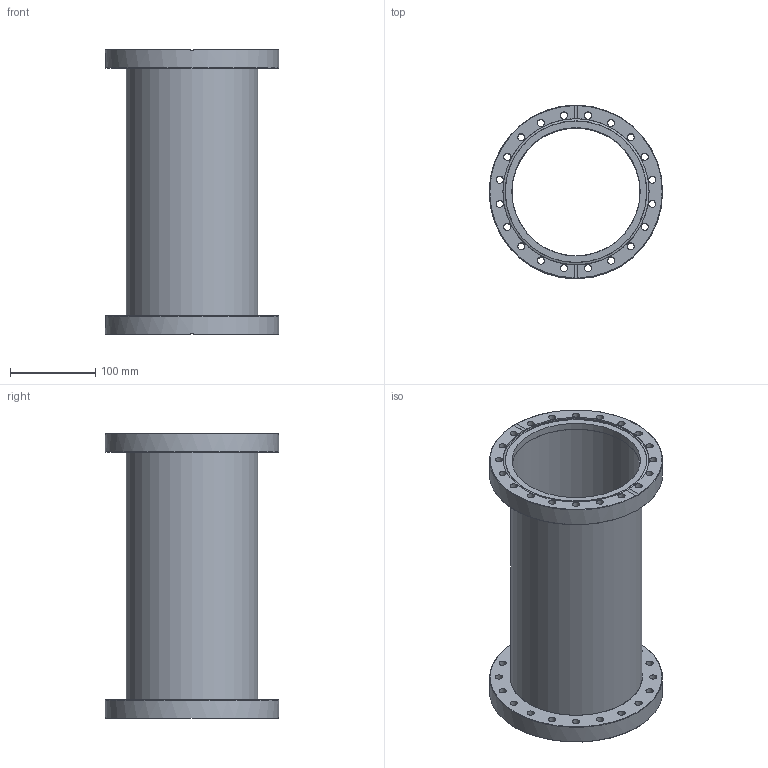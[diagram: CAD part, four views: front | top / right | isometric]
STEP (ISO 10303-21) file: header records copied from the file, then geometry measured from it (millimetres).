
FILE_DESCRIPTION((''),'2;1');
FILE_NAME('SC150R-304.stp','2009-04-15T09:52:40',('hasers'),(''),'Autodesk Inventor 2008','Autodesk Inventor 2008','');
FILE_SCHEMA(('AUTOMOTIVE_DESIGN { 1 0 10303 214 1 1 1 1 }'));
Length unit declared in the file: millimetre
Products named in the file (5): SC150R-304; CF-R [Subject [Summary]=-304][Title [Summary]=F150RIB154]; CF-07 [Keywords [Summary]=1.4301][Company [Summary]=Vacom][Title [Summary]=F150B154]; Rohre [Subject [Summary]=normal][Keywords [Summary]=1.4301][Title [Summary]=154x2,0 (0,5m)]_2; CF-R [Subject [Summary]=-304][Title [Summary]=F150RO]
Assembly tree (4 placements, depth 2):
  SC150R-304
    CF-R [Subject [Summary]=-304][Title [Summary]=F150RIB154]
    CF-07 [Keywords [Summary]=1.4301][Company [Summary]=Vacom][Title [Summary]=F150B154]
    Rohre [Subject [Summary]=normal][Keywords [Summary]=1.4301][Title [Summary]=154x2,0 (0,5m)]_2
    CF-R [Subject [Summary]=-304][Title [Summary]=F150RO]
Bounding box: 203 x 203 x 334 mm (x, y, z)
Volume: 845686.4 mm3; surface area: 450266.7 mm2
Topology: 4 solids, 4 shells, 88 faces, 265 edges, 187 vertices
Faces by surface type: bspline 48, plane 12, cylinder 12, torus 11, cone 5
Full cylindrical faces by diameter (mm): 150 x1, 150.5 x1, 154 x1, 154.5 x1, 171.3 x1, 171.4 x1, 172.1 x1, 203 x2
Entity records: 3436 total; most frequent: CARTESIAN_POINT 1406, DIRECTION 358, ORIENTED_EDGE 300, EDGE_LOOP 244, AXIS2_PLACEMENT_3D 175, FACE_BOUND 156, EDGE_CURVE 150, VERTEX_POINT 138
